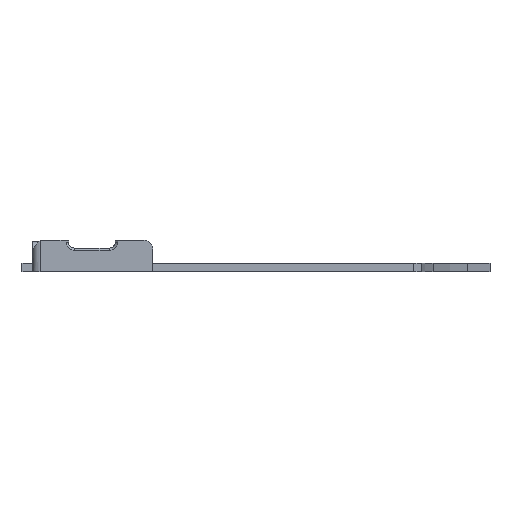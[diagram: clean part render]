
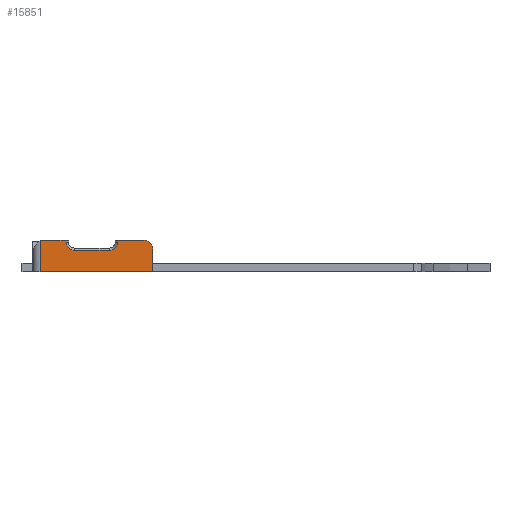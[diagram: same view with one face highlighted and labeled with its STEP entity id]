
A CAD part, left-side view. The second image highlights one B-rep face of the part: STEP entity #15851.
In plain terms, the highlighted planar face has unit normal (-1, 0, 0).
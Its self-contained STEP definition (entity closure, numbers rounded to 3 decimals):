
#682=CIRCLE('',#16902,1.8);
#683=CIRCLE('',#16903,1.7);
#684=CIRCLE('',#16904,1.7);
#1508=FACE_OUTER_BOUND('',#2441,.T.);
#2441=EDGE_LOOP('',(#11713,#11714,#11715,#11716,#11717,#11718,#11719,#11720,
#11721,#11722,#11723,#11724));
#3630=LINE('',#23513,#5220);
#3732=LINE('',#24048,#5322);
#3737=LINE('',#24056,#5327);
#3738=LINE('',#24060,#5328);
#3739=LINE('',#24062,#5329);
#3740=LINE('',#24066,#5330);
#3741=LINE('',#24070,#5331);
#3742=LINE('',#24072,#5332);
#3743=LINE('',#24073,#5333);
#5220=VECTOR('',#18370,1000.);
#5322=VECTOR('',#18552,1000.);
#5327=VECTOR('',#18559,1000.);
#5328=VECTOR('',#18562,1000.);
#5329=VECTOR('',#18563,1000.);
#5330=VECTOR('',#18566,1000.);
#5331=VECTOR('',#18569,1000.);
#5332=VECTOR('',#18570,1000.);
#5333=VECTOR('',#18571,1000.);
#7211=VERTEX_POINT('',#23504);
#7215=VERTEX_POINT('',#23511);
#7284=VERTEX_POINT('',#24046);
#7285=VERTEX_POINT('',#24047);
#7288=VERTEX_POINT('',#24057);
#7289=VERTEX_POINT('',#24059);
#7290=VERTEX_POINT('',#24061);
#7291=VERTEX_POINT('',#24063);
#7292=VERTEX_POINT('',#24065);
#7293=VERTEX_POINT('',#24067);
#7294=VERTEX_POINT('',#24069);
#7295=VERTEX_POINT('',#24071);
#8901=EDGE_CURVE('',#7211,#7215,#3630,.T.);
#9030=EDGE_CURVE('',#7284,#7285,#3732,.T.);
#9035=EDGE_CURVE('',#7285,#7215,#3737,.T.);
#9036=EDGE_CURVE('',#7284,#7288,#682,.T.);
#9037=EDGE_CURVE('',#7289,#7288,#3738,.T.);
#9038=EDGE_CURVE('',#7290,#7289,#3739,.T.);
#9039=EDGE_CURVE('',#7291,#7290,#683,.T.);
#9040=EDGE_CURVE('',#7292,#7291,#3740,.T.);
#9041=EDGE_CURVE('',#7293,#7292,#684,.T.);
#9042=EDGE_CURVE('',#7294,#7293,#3741,.T.);
#9043=EDGE_CURVE('',#7295,#7294,#3742,.T.);
#9044=EDGE_CURVE('',#7295,#7211,#3743,.T.);
#11713=ORIENTED_EDGE('',*,*,#8901,.T.);
#11714=ORIENTED_EDGE('',*,*,#9035,.F.);
#11715=ORIENTED_EDGE('',*,*,#9030,.F.);
#11716=ORIENTED_EDGE('',*,*,#9036,.T.);
#11717=ORIENTED_EDGE('',*,*,#9037,.F.);
#11718=ORIENTED_EDGE('',*,*,#9038,.F.);
#11719=ORIENTED_EDGE('',*,*,#9039,.F.);
#11720=ORIENTED_EDGE('',*,*,#9040,.F.);
#11721=ORIENTED_EDGE('',*,*,#9041,.F.);
#11722=ORIENTED_EDGE('',*,*,#9042,.F.);
#11723=ORIENTED_EDGE('',*,*,#9043,.F.);
#11724=ORIENTED_EDGE('',*,*,#9044,.T.);
#15305=PLANE('',#16901);
#15851=ADVANCED_FACE('',(#1508),#15305,.T.);
#16901=AXIS2_PLACEMENT_3D('',#24055,#18557,#18558);
#16902=AXIS2_PLACEMENT_3D('',#24058,#18560,#18561);
#16903=AXIS2_PLACEMENT_3D('',#24064,#18564,#18565);
#16904=AXIS2_PLACEMENT_3D('',#24068,#18567,#18568);
#18370=DIRECTION('',(0.,0.,-1.));
#18552=DIRECTION('',(0.,0.,-1.));
#18557=DIRECTION('center_axis',(-1.,0.,0.));
#18558=DIRECTION('ref_axis',(0.,0.,1.));
#18559=DIRECTION('',(0.,1.,0.));
#18560=DIRECTION('center_axis',(-1.,0.,0.));
#18561=DIRECTION('ref_axis',(0.,-1.,0.));
#18562=DIRECTION('',(0.,-1.,0.));
#18563=DIRECTION('',(0.,0.,1.));
#18564=DIRECTION('center_axis',(-1.,0.,0.));
#18565=DIRECTION('ref_axis',(0.,0.,-1.));
#18566=DIRECTION('',(0.,-1.,0.));
#18567=DIRECTION('center_axis',(-1.,0.,0.));
#18568=DIRECTION('ref_axis',(0.,1.,0.));
#18569=DIRECTION('',(0.,0.,-1.));
#18570=DIRECTION('',(0.,-1.,0.));
#18571=DIRECTION('',(0.,0.826,-0.563));
#23504=CARTESIAN_POINT('',(28.638,-49.155,4.117));
#23511=CARTESIAN_POINT('',(28.638,-49.155,-2.2));
#23513=CARTESIAN_POINT('',(28.638,-49.155,-2.));
#24046=CARTESIAN_POINT('',(28.638,-71.9,2.395));
#24047=CARTESIAN_POINT('',(28.638,-71.9,-2.2));
#24048=CARTESIAN_POINT('',(28.638,-71.9,-2.));
#24055=CARTESIAN_POINT('Origin',(28.638,-71.9,-2.));
#24056=CARTESIAN_POINT('',(28.638,-71.9,-2.2));
#24057=CARTESIAN_POINT('',(28.638,-70.1,4.195));
#24058=CARTESIAN_POINT('Origin',(28.638,-70.1,2.395));
#24059=CARTESIAN_POINT('',(28.638,-64.8,4.195));
#24060=CARTESIAN_POINT('',(28.638,-49.155,4.195));
#24061=CARTESIAN_POINT('',(28.638,-64.8,3.81));
#24062=CARTESIAN_POINT('',(28.638,-64.8,2.24));
#24063=CARTESIAN_POINT('',(28.638,-63.1,2.11));
#24064=CARTESIAN_POINT('Origin',(28.638,-63.1,3.81));
#24065=CARTESIAN_POINT('',(28.638,-56.1,2.11));
#24066=CARTESIAN_POINT('',(28.638,-55.378,2.11));
#24067=CARTESIAN_POINT('',(28.638,-54.4,3.81));
#24068=CARTESIAN_POINT('Origin',(28.638,-56.1,3.81));
#24069=CARTESIAN_POINT('',(28.638,-54.4,4.195));
#24070=CARTESIAN_POINT('',(28.638,-54.4,1.655));
#24071=CARTESIAN_POINT('',(28.638,-49.269,4.195));
#24072=CARTESIAN_POINT('',(28.638,-49.155,4.195));
#24073=CARTESIAN_POINT('',(28.638,-47.969,3.309));
